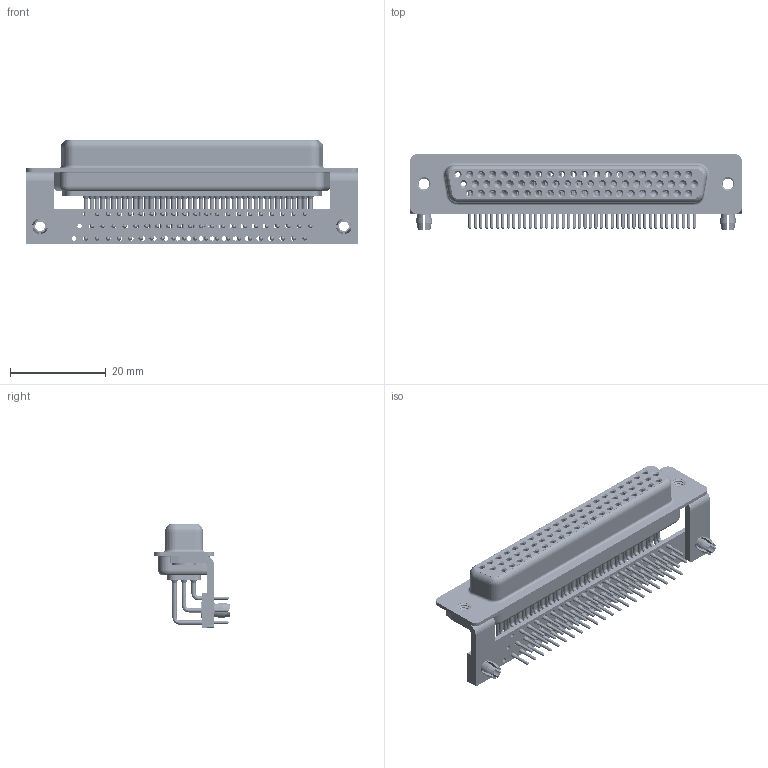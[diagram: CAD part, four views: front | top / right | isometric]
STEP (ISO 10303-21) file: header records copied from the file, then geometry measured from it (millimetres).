
FILE_DESCRIPTION (( 'STEP AP203' ), '1' );
FILE_NAME ('634-M62-663-BT3.STEP', '2018-09-28T04:06:49', ( '' ), ( '' ), 'SwSTEP 2.0', 'SolidWorks 2016', '' );
FILE_SCHEMA (( 'CONFIG_CONTROL_DESIGN' ));
Length unit declared in the file: millimetre
Products named in the file (11): 634M Stabilizer Board_62 Contacts; 634M Housing_62 Contacts; 634M Board Lock; 634M Shell Front_62 Contacts; 634-M62-663-BT3; 634M Shell Rear_62 Contacts; 634M Contact Row 1; 634M Contact Row 2; 634M Contact Row 3; 634M 4-40 Threaded Rivet_Stabilizer; 634M Stabilizer Bracket
Assembly tree (72 placements, depth 2):
  634-M62-663-BT3
    634M Housing_62 Contacts
    634M Shell Front_62 Contacts
    634M Shell Rear_62 Contacts
    634M Contact Row 1  x21
    634M Contact Row 2  x21
    634M Contact Row 3  x20
    634M 4-40 Threaded Rivet_Stabilizer  x2
    634M Stabilizer Bracket  x2
    634M Stabilizer Board_62 Contacts
    634M Board Lock  x2
Bounding box: 69.4 x 15.8 x 21.7 mm (x, y, z)
Volume: 6177.6 mm3; surface area: 19963.4 mm2
Topology: 72 solids, 72 shells, 3831 faces, 9803 edges, 6193 vertices
Faces by surface type: cylinder 1741, plane 1071, cone 702, bspline 254, torus 63
Entity records: 45352 total; most frequent: CARTESIAN_POINT 8667, DIRECTION 7869, ORIENTED_EDGE 6442, AXIS2_PLACEMENT_3D 3321, EDGE_CURVE 3221, VERTEX_POINT 2072, CIRCLE 1889, EDGE_LOOP 1847
